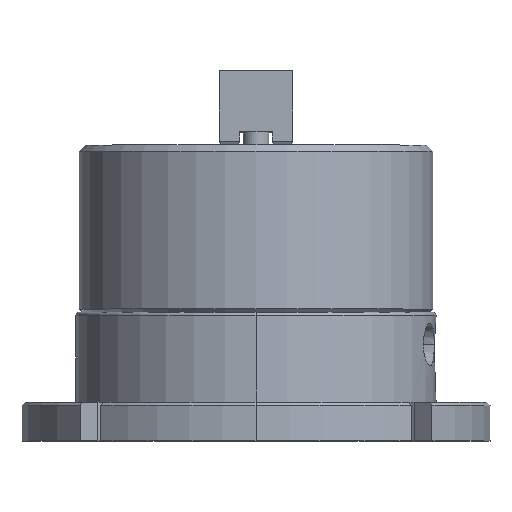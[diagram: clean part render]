
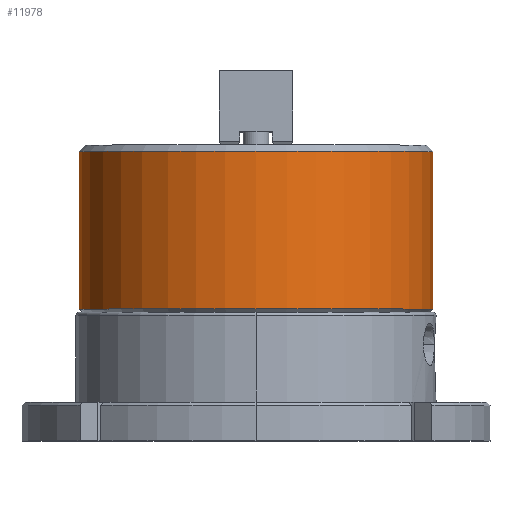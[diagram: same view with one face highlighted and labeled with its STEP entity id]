
A CAD part, top view. The second image highlights one B-rep face of the part: STEP entity #11978.
In plain terms, the highlighted cylindrical face has radius 55 mm (diameter 110 mm), a partial arc.
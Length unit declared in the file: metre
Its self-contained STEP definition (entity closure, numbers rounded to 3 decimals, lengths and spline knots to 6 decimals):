
#166 = AXIS2_PLACEMENT_3D ( 'NONE', #13072, #4175, #13384 ) ;
#1178 = CARTESIAN_POINT ( 'NONE',  ( 0.05, 0., 0.055 ) ) ;
#1211 = LINE ( 'NONE', #4333, #3150 ) ;
#1761 = EDGE_CURVE ( 'NONE', #13284, #17501, #10507, .T. ) ;
#1776 = ORIENTED_EDGE ( 'NONE', *, *, #14046, .T. ) ;
#1958 = CARTESIAN_POINT ( 'NONE',  ( 0.001, 0., 0. ) ) ;
#3150 = VECTOR ( 'NONE', #7923, 1. ) ;
#3706 = ORIENTED_EDGE ( 'NONE', *, *, #20252, .T. ) ;
#4175 = DIRECTION ( 'NONE',  ( -1., 0., 0. ) ) ;
#4333 = CARTESIAN_POINT ( 'NONE',  ( 0., 0., 0.055 ) ) ;
#5444 = DIRECTION ( 'NONE',  ( -1., 0., 0. ) ) ;
#7004 = AXIS2_PLACEMENT_3D ( 'NONE', #1958, #9043, #18059 ) ;
#7820 = ORIENTED_EDGE ( 'NONE', *, *, #1761, .T. ) ;
#7923 = DIRECTION ( 'NONE',  ( -1., 0., 0. ) ) ;
#8468 = FACE_OUTER_BOUND ( 'NONE', #20530, .T. ) ;
#9043 = DIRECTION ( 'NONE',  ( 1., 0., 0. ) ) ;
#9291 = CARTESIAN_POINT ( 'NONE',  ( 0.001, 0., 0.055 ) ) ;
#9696 = VERTEX_POINT ( 'NONE', #11717 ) ;
#10507 = CIRCLE ( 'NONE', #7004, 0.055 ) ;
#11043 = DIRECTION ( 'NONE',  ( -1., 0., 0. ) ) ;
#11717 = CARTESIAN_POINT ( 'NONE',  ( 0.05, 0., -0.055 ) ) ;
#11958 = EDGE_CURVE ( 'NONE', #22294, #17501, #1211, .T. ) ;
#11978 = ADVANCED_FACE ( 'NONE', ( #8468 ), #12636, .T. ) ;
#12636 = CYLINDRICAL_SURFACE ( 'NONE', #166, 0.055 ) ;
#13072 = CARTESIAN_POINT ( 'NONE',  ( 0., 0., 0. ) ) ;
#13134 = LINE ( 'NONE', #16386, #20904 ) ;
#13284 = VERTEX_POINT ( 'NONE', #19588 ) ;
#13384 = DIRECTION ( 'NONE',  ( 0., 0., 1. ) ) ;
#14046 = EDGE_CURVE ( 'NONE', #9696, #13284, #13134, .T. ) ;
#16152 = ORIENTED_EDGE ( 'NONE', *, *, #11958, .F. ) ;
#16386 = CARTESIAN_POINT ( 'NONE',  ( 0., 0., -0.055 ) ) ;
#17501 = VERTEX_POINT ( 'NONE', #9291 ) ;
#18059 = DIRECTION ( 'NONE',  ( 0., 0., -1. ) ) ;
#18769 = AXIS2_PLACEMENT_3D ( 'NONE', #19455, #5444, #19595 ) ;
#19455 = CARTESIAN_POINT ( 'NONE',  ( 0.05, 0., 0. ) ) ;
#19588 = CARTESIAN_POINT ( 'NONE',  ( 0.001, 0., -0.055 ) ) ;
#19595 = DIRECTION ( 'NONE',  ( 0., 0., 1. ) ) ;
#20252 = EDGE_CURVE ( 'NONE', #22294, #9696, #21447, .T. ) ;
#20530 = EDGE_LOOP ( 'NONE', ( #3706, #1776, #7820, #16152 ) ) ;
#20904 = VECTOR ( 'NONE', #11043, 1. ) ;
#21447 = CIRCLE ( 'NONE', #18769, 0.055 ) ;
#22294 = VERTEX_POINT ( 'NONE', #1178 ) ;
